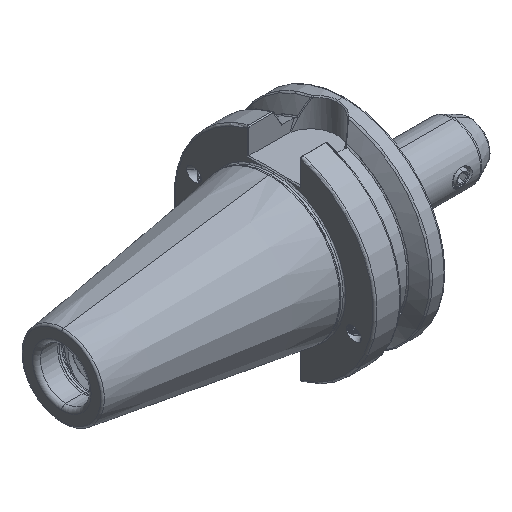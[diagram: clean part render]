
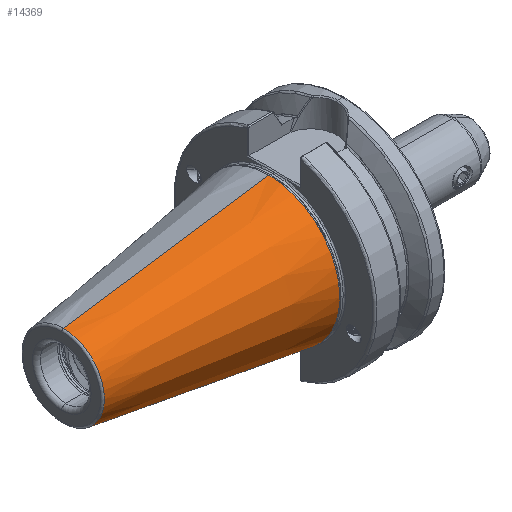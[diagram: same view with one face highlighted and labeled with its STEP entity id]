
A CAD part, isometric view. The second image highlights one B-rep face of the part: STEP entity #14369.
In plain terms, the highlighted conical face has half-angle 8.297 degrees and reference radius 34.998 mm.
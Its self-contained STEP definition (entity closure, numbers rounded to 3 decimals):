
#3085 = ORIENTED_EDGE ( 'NONE', *, *, #4563, .T. ) ;
#3109 = ORIENTED_EDGE ( 'NONE', *, *, #4599, .F. ) ;
#3618 = ORIENTED_EDGE ( 'NONE', *, *, #4704, .T. ) ;
#3619 = ORIENTED_EDGE ( 'NONE', *, *, #4638, .F. ) ;
#3978 = CARTESIAN_POINT ( 'NONE',  ( -2.5, 0., 34.998 ) ) ;
#3997 = DIRECTION ( 'NONE',  ( 0.99, 0., 0.144 ) ) ;
#4563 = EDGE_CURVE ( 'NONE', #6245, #6211, #15874, .T. ) ;
#4599 = EDGE_CURVE ( 'NONE', #6246, #12843, #15856, .T. ) ;
#4638 = EDGE_CURVE ( 'NONE', #6245, #6246, #15886, .T. ) ;
#4704 = EDGE_CURVE ( 'NONE', #6211, #12843, #15976, .T. ) ;
#4876 = AXIS2_PLACEMENT_3D ( 'NONE', #11754, #11809, #11813 ) ;
#4905 = AXIS2_PLACEMENT_3D ( 'NONE', #14520, #14521, #14522 ) ;
#5989 = AXIS2_PLACEMENT_3D ( 'NONE', #17681, #17648, #17672 ) ;
#6211 = VERTEX_POINT ( 'NONE', #13128 ) ;
#6245 = VERTEX_POINT ( 'NONE', #13116 ) ;
#6246 = VERTEX_POINT ( 'NONE', #13151 ) ;
#11754 = CARTESIAN_POINT ( 'NONE',  ( -2.5, 0., 0. ) ) ;
#11809 = DIRECTION ( 'NONE',  ( 1., 0., 0. ) ) ;
#11813 = DIRECTION ( 'NONE',  ( 0., 0., -1. ) ) ;
#12843 = VERTEX_POINT ( 'NONE', #13253 ) ;
#12893 = EDGE_LOOP ( 'NONE', ( #3619, #3085, #3618, #3109 ) ) ;
#13116 = CARTESIAN_POINT ( 'NONE',  ( -103.944, 0., 20.204 ) ) ;
#13128 = CARTESIAN_POINT ( 'NONE',  ( -103.944, 0., -20.204 ) ) ;
#13151 = CARTESIAN_POINT ( 'NONE',  ( -2.5, 0., 34.998 ) ) ;
#13253 = CARTESIAN_POINT ( 'NONE',  ( -2.5, 0., -34.998 ) ) ;
#14369 = ADVANCED_FACE ( 'NONE', ( #18147 ), #18115, .T. ) ;
#14520 = CARTESIAN_POINT ( 'NONE',  ( -103.944, 0., 0. ) ) ;
#14521 = DIRECTION ( 'NONE',  ( 1., 0., 0. ) ) ;
#14522 = DIRECTION ( 'NONE',  ( 0., 0., -1. ) ) ;
#15856 = CIRCLE ( 'NONE', #4876, 34.998 ) ;
#15874 = CIRCLE ( 'NONE', #4905, 20.204 ) ;
#15886 = LINE ( 'NONE', #3978, #15910 ) ;
#15910 = VECTOR ( 'NONE', #3997, 1000. ) ;
#15948 = VECTOR ( 'NONE', #19517, 1000. ) ;
#15976 = LINE ( 'NONE', #19504, #15948 ) ;
#17648 = DIRECTION ( 'NONE',  ( 1., 0., 0. ) ) ;
#17672 = DIRECTION ( 'NONE',  ( 0., 0., -1. ) ) ;
#17681 = CARTESIAN_POINT ( 'NONE',  ( -2.5, 0., 0. ) ) ;
#18115 = CONICAL_SURFACE ( 'NONE', #5989, 34.998, 0.145 ) ;
#18147 = FACE_OUTER_BOUND ( 'NONE', #12893, .T. ) ;
#19504 = CARTESIAN_POINT ( 'NONE',  ( -2.5, 0., -34.998 ) ) ;
#19517 = DIRECTION ( 'NONE',  ( 0.99, 0., -0.144 ) ) ;
